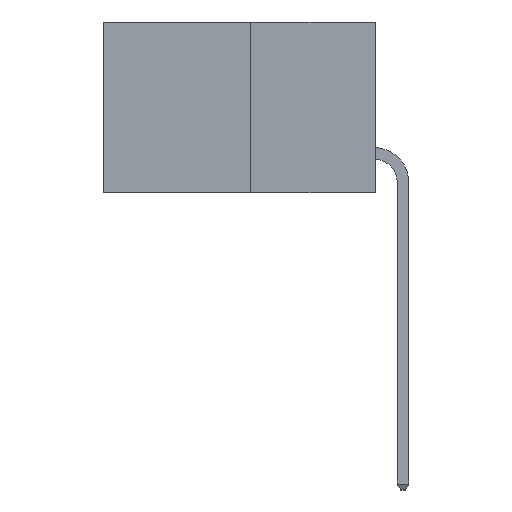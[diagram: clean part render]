
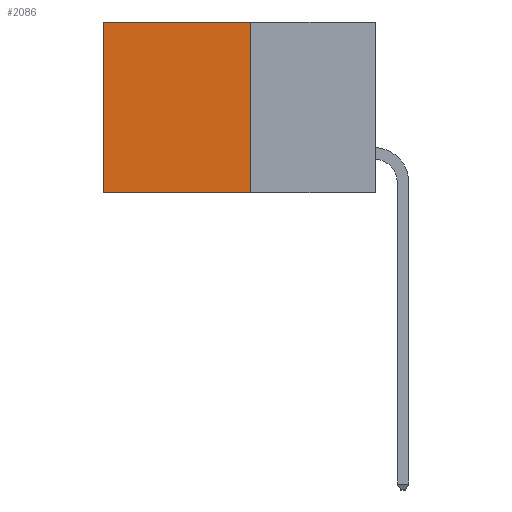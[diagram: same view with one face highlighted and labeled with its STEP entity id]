
A CAD part, left-side view. The second image highlights one B-rep face of the part: STEP entity #2086.
In plain terms, the highlighted planar face has unit normal (-1, 0, 0).
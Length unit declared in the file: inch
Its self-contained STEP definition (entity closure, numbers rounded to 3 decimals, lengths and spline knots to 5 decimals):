
#8 = DIRECTION ( 'NONE',  ( 0., 0., -1. ) ) ;
#23 = DIRECTION ( 'NONE',  ( 1., 0., 0. ) ) ;
#309 = PLANE ( 'NONE',  #1283 ) ;
#468 = CARTESIAN_POINT ( 'NONE',  ( 0.277, 0.27, -0.37 ) ) ;
#1283 = AXIS2_PLACEMENT_3D ( 'NONE', #468, #23, #8 ) ;
#1339 = EDGE_CURVE ( 'NONE', #2710, #11130, #2687, .T. ) ;
#2086 = ADVANCED_FACE ( 'NONE', ( #8853 ), #309, .F. ) ;
#2274 = DIRECTION ( 'NONE',  ( 0., 1., 0. ) ) ;
#2439 = VERTEX_POINT ( 'NONE', #11761 ) ;
#2687 = LINE ( 'NONE', #6015, #4497 ) ;
#2710 = VERTEX_POINT ( 'NONE', #11148 ) ;
#2982 = DIRECTION ( 'NONE',  ( 0., 0., -1. ) ) ;
#3015 = CARTESIAN_POINT ( 'NONE',  ( 0.277, 0.27, -0.37 ) ) ;
#3097 = CARTESIAN_POINT ( 'NONE',  ( 0.277, 0.59, -0.37 ) ) ;
#3150 = VERTEX_POINT ( 'NONE', #10428 ) ;
#4240 = VECTOR ( 'NONE', #2982, 39.37008 ) ;
#4251 = EDGE_CURVE ( 'NONE', #3150, #2439, #4583, .T. ) ;
#4257 = CARTESIAN_POINT ( 'NONE',  ( 0.277, 0.27, -0.37 ) ) ;
#4342 = EDGE_LOOP ( 'NONE', ( #10425, #10646, #9898, #7589 ) ) ;
#4497 = VECTOR ( 'NONE', #5551, 39.37008 ) ;
#4583 = LINE ( 'NONE', #3015, #4240 ) ;
#5551 = DIRECTION ( 'NONE',  ( 0., 0., -1. ) ) ;
#5965 = VECTOR ( 'NONE', #8401, 39.37008 ) ;
#6015 = CARTESIAN_POINT ( 'NONE',  ( 0.277, 0.59, -0.37 ) ) ;
#7589 = ORIENTED_EDGE ( 'NONE', *, *, #11237, .T. ) ;
#8401 = DIRECTION ( 'NONE',  ( 0., 1., 0. ) ) ;
#8853 = FACE_OUTER_BOUND ( 'NONE', #4342, .T. ) ;
#8877 = VECTOR ( 'NONE', #2274, 39.37008 ) ;
#9513 = LINE ( 'NONE', #9541, #8877 ) ;
#9541 = CARTESIAN_POINT ( 'NONE',  ( 0.277, 0.27, 0. ) ) ;
#9898 = ORIENTED_EDGE ( 'NONE', *, *, #4251, .F. ) ;
#10425 = ORIENTED_EDGE ( 'NONE', *, *, #1339, .T. ) ;
#10428 = CARTESIAN_POINT ( 'NONE',  ( 0.277, 0.27, 0. ) ) ;
#10498 = EDGE_CURVE ( 'NONE', #2439, #11130, #13129, .T. ) ;
#10646 = ORIENTED_EDGE ( 'NONE', *, *, #10498, .F. ) ;
#11130 = VERTEX_POINT ( 'NONE', #3097 ) ;
#11148 = CARTESIAN_POINT ( 'NONE',  ( 0.277, 0.59, 0. ) ) ;
#11237 = EDGE_CURVE ( 'NONE', #3150, #2710, #9513, .T. ) ;
#11761 = CARTESIAN_POINT ( 'NONE',  ( 0.277, 0.27, -0.37 ) ) ;
#13129 = LINE ( 'NONE', #4257, #5965 ) ;
